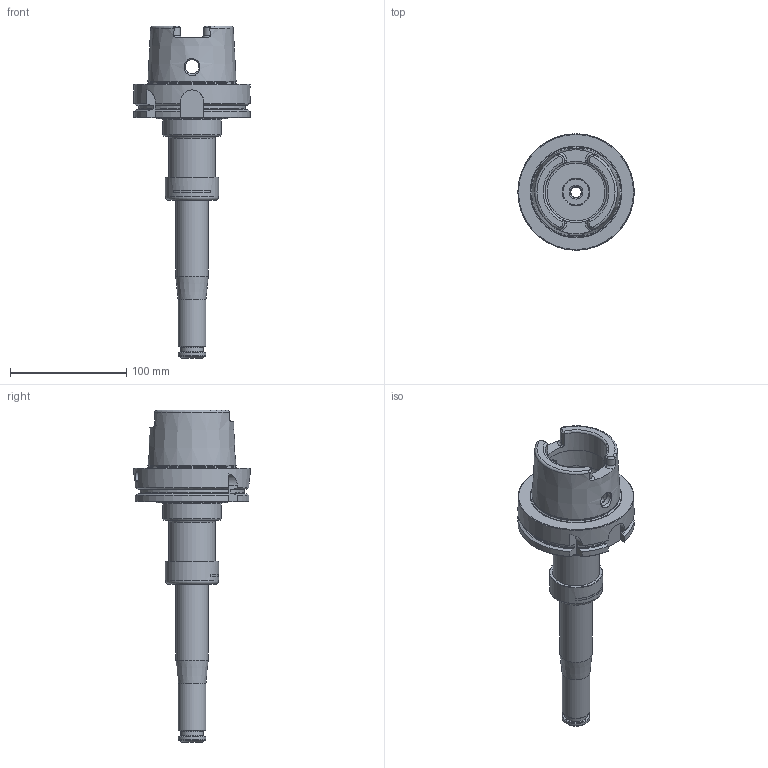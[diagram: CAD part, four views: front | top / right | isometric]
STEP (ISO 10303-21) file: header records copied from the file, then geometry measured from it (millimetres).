
FILE_DESCRIPTION(/* description */ (''),/* implementation_level */ '2;1');
FILE_NAME(/* name */ '888573070.stp',/* time_stamp */ '2023-03-15T12:23:19',/* author */ ('Ratnasingam Jekanthan'),/* organization */ ('REGO-FIX'),/* preprocessor_version */ ' Unknown',/* originating_system */ 'SIEMENS PLM Software Solid Edge ST10',/* authorization */ 'Unknown');
FILE_SCHEMA (('AUTOMOTIVE_DESIGN { 1 0 10303 214 2 1 1}'));
Length unit declared in the file: millimetre
Products named in the file (1): NOCUT
Bounding box: 100 x 100 x 285.5 mm (x, y, z)
Volume: 403355.9 mm3; surface area: 85760.3 mm2
Topology: 1 solids, 3 shells, 195 faces, 473 edges, 297 vertices
Faces by surface type: plane 53, cylinder 52, cone 51, torus 39
Full cylindrical faces by diameter (mm): 8.5 x1, 9 x1, 10 x2, 12 x3, 13 x1, 15 x1, 19.5 x1, 22.376 x1, 23.8 x1, 24 x2, 24.7 x1, 25 x2, 28 x1, 29 x1, 33 x1, 34 x1, 38.376 x1, 40 x1, 40.05 x1, 43.3 x1, 45.65 x1, 50.5 x1, 53 x2, 63 x1, 75.459 x1, 100 x1
Entity records: 6591 total; most frequent: CARTESIAN_POINT 1218, DIRECTION 850, ORIENTED_EDGE 686, AXIS2_PLACEMENT_3D 381, EDGE_CURVE 343, EDGE_LOOP 314, FACE_BOUND 314, VERTEX_POINT 263
